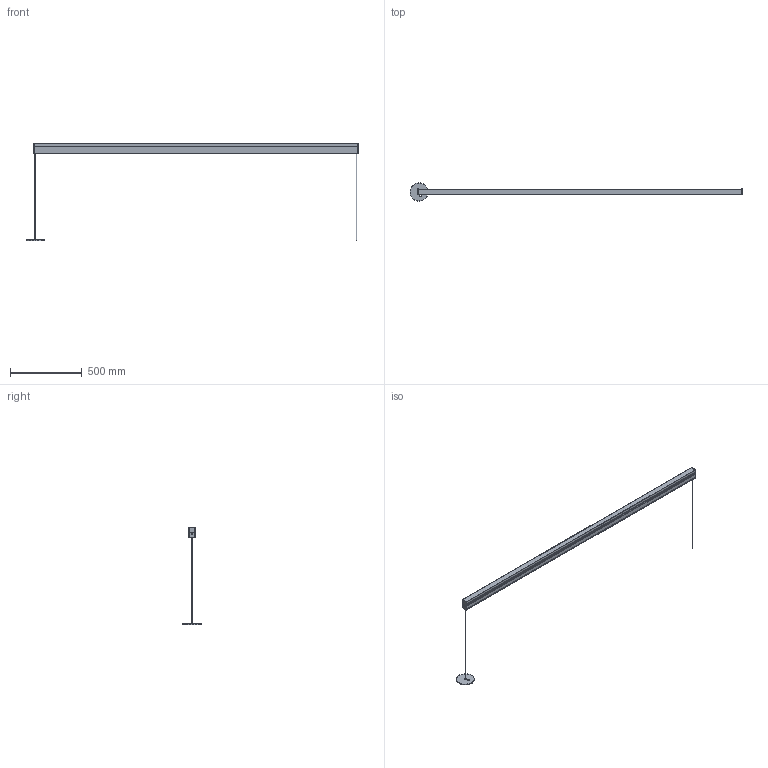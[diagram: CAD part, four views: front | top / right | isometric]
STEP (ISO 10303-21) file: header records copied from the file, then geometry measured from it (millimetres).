
FILE_DESCRIPTION(/* description */ (''),/* implementation_level */ '2;1');
FILE_NAME(/* name */ 'USC-RDLBC8SDXXX_C-LEDBAR SUSP 8FT DIRECT LED.stp',/* time_stamp */ '2022-01-07T16:08:52-05:00',/* author */ (''),/* organization */ (''),/* preprocessor_version */ 'ST-DEVELOPER v16.7',/* originating_system */ 'SIEMENS PLM Software NX 1911',/* authorisation */ '');
FILE_SCHEMA (('AUTOMOTIVE_DESIGN { 1 0 10303 214 3 1 1 1 }'));
Length unit declared in the file: millimetre
Products named in the file (8): CY103-11589-S28_B-LEDBAR EXT 2GEN 8FT CUT ANO_MODEL; MY103-00042-S23_B-LEDBAR _KAO_ SUSP COVER 89 DIR MACH; Y101-11003_B-LEDBAR END CAP SQUARE UNFINISHED; CY202-10998-S28_C-LEDBAR DIFFUSER SQUARE 2GEN 8FT CUT; USC-X312-00044_A-SCREW MACH FT-CTS AL 5_64IN SS 6-32 X 3_4IN; Y102-11972_--CANOPY ROUND 5IN 0.40 CENTER HOLE .625 FEED HOLE WHITE; MY103-11589-S28_C-LEDBAR EXT 2GEN 8FT MACH_MODEL; USC-RDLBC8XDXXX_C-LEDBAR SUSP 8FT DIRECT LED
Assembly tree (9 placements, depth 3):
  USC-RDLBC8XDXXX_C-LEDBAR SUSP 8FT DIRECT LED
    Y102-11972_--CANOPY ROUND 5IN 0.40 CENTER HOLE .625 FEED HOLE WHITE
    MY103-11589-S28_C-LEDBAR EXT 2GEN 8FT MACH_MODEL
      CY103-11589-S28_B-LEDBAR EXT 2GEN 8FT CUT ANO_MODEL
    USC-X312-00044_A-SCREW MACH FT-CTS AL 5_64IN SS 6-32 X 3_4IN  x2
    CY202-10998-S28_C-LEDBAR DIFFUSER SQUARE 2GEN 8FT CUT
    Y101-11003_B-LEDBAR END CAP SQUARE UNFINISHED  x2
    MY103-00042-S23_B-LEDBAR _KAO_ SUSP COVER 89 DIR MACH
Bounding box: 2317.43 x 126.88 x 681.29 mm (x, y, z)
Volume: 1063791.4 mm3; surface area: 1302352 mm2
Topology: 10 solids, 10 shells, 672 faces, 1760 edges, 1106 vertices
Faces by surface type: cylinder 326, plane 179, cone 71, bspline 48, torus 42, sphere 4, extrusion 2
Full cylindrical faces by diameter (mm): 1.778 x2, 3.454 x1, 3.658 x4, 4.318 x40, 8.89 x1
Entity records: 19683 total; most frequent: CARTESIAN_POINT 8260, DIRECTION 2345, ORIENTED_EDGE 2272, EDGE_CURVE 1136, AXIS2_PLACEMENT_3D 906, VERTEX_POINT 756, EDGE_LOOP 634, VECTOR 533
